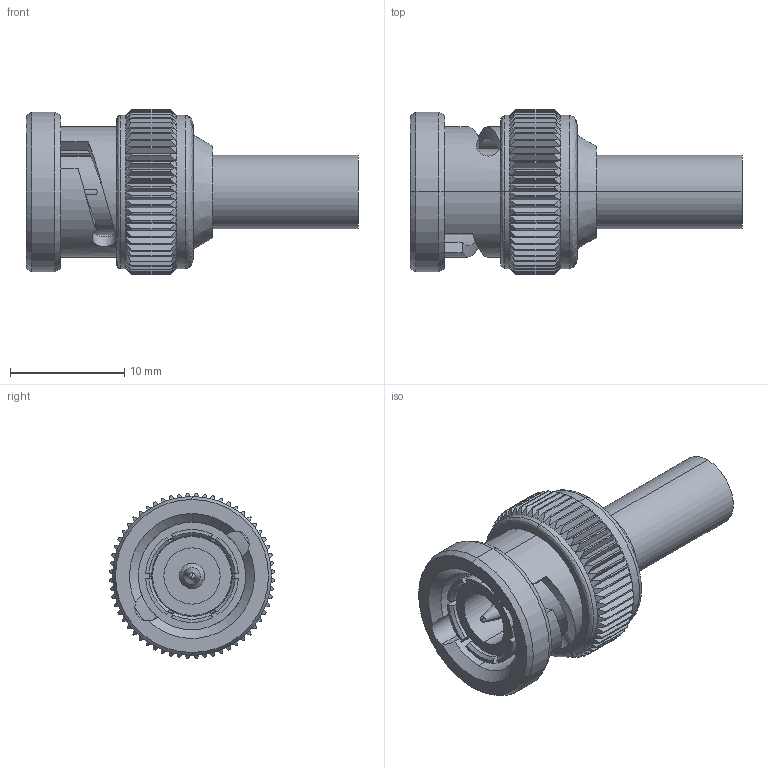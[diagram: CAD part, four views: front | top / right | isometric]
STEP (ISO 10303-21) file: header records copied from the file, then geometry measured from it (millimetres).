
FILE_DESCRIPTION (( 'STEP AP203' ), '1' );
FILE_NAME ('PE4016.step', '2019-01-21T14:29:25', ( '' ), ( '' ), 'SwSTEP 2.0', 'SolidWorks 2017', '' );
FILE_SCHEMA (( 'CONFIG_CONTROL_DESIGN' ));
Products named in the file (1): PE4016
Bounding box: 29.02 x 14.46 x 14.46 mm (x, y, z)
Volume: 1683.4 mm3; surface area: 2918.8 mm2
Topology: 3 solids, 3 shells, 1368 faces, 3020 edges, 1671 vertices
Faces by surface type: bspline 712, cylinder 262, plane 215, cone 177, sphere 2
Entity records: 126099 total; most frequent: CARTESIAN_POINT 104448, ORIENTED_EDGE 6040, EDGE_CURVE 3020, DIRECTION 2560, VERTEX_POINT 1671, EDGE_LOOP 1389, FACE_OUTER_BOUND 1368, ADVANCED_FACE 1368
